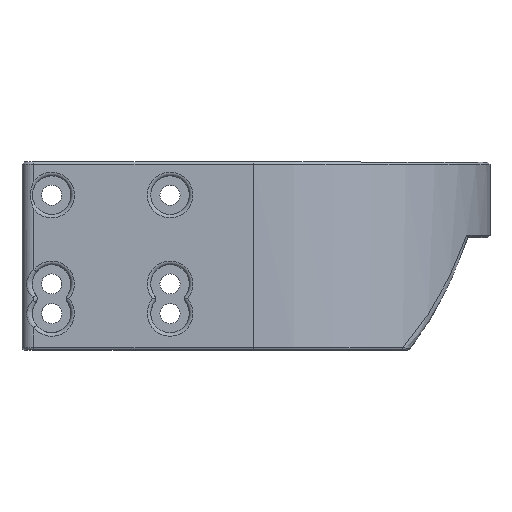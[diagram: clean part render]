
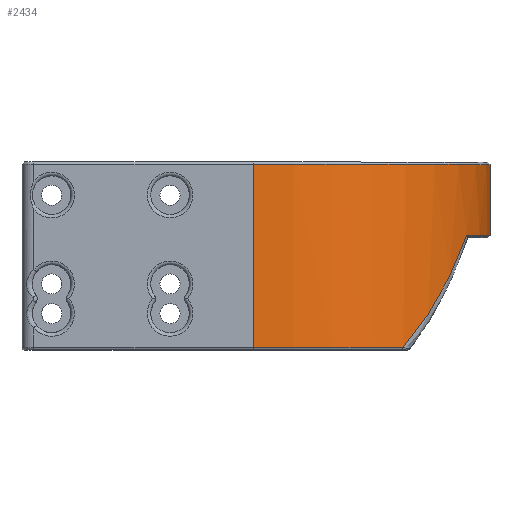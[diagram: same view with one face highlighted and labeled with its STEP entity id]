
A CAD part, top view. The second image highlights one B-rep face of the part: STEP entity #2434.
In plain terms, the highlighted cylindrical face has radius 40 mm (diameter 80 mm), a partial arc.
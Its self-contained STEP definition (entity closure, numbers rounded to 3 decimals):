
#39=ELLIPSE('',#2705,68.562,40.);
#164=CYLINDRICAL_SURFACE('',#2703,40.);
#275=FACE_OUTER_BOUND('',#438,.T.);
#438=EDGE_LOOP('',(#1953,#1954,#1955,#1956,#1957,#1958));
#621=LINE('',#4175,#766);
#622=LINE('',#4178,#767);
#766=VECTOR('',#3306,10.);
#767=VECTOR('',#3309,10.);
#824=CIRCLE('',#2534,40.);
#920=CIRCLE('',#2697,40.);
#922=CIRCLE('',#2704,40.);
#1001=VERTEX_POINT('',#3662);
#1004=VERTEX_POINT('',#3674);
#1123=VERTEX_POINT('',#4150);
#1124=VERTEX_POINT('',#4154);
#1127=VERTEX_POINT('',#4177);
#1128=VERTEX_POINT('',#4179);
#1226=EDGE_CURVE('',#1004,#1001,#824,.T.);
#1414=EDGE_CURVE('',#1124,#1123,#920,.T.);
#1422=EDGE_CURVE('',#1004,#1123,#621,.T.);
#1423=EDGE_CURVE('',#1124,#1127,#622,.T.);
#1424=EDGE_CURVE('',#1128,#1127,#922,.T.);
#1425=EDGE_CURVE('',#1001,#1128,#39,.T.);
#1953=ORIENTED_EDGE('',*,*,#1226,.F.);
#1954=ORIENTED_EDGE('',*,*,#1422,.T.);
#1955=ORIENTED_EDGE('',*,*,#1414,.F.);
#1956=ORIENTED_EDGE('',*,*,#1423,.T.);
#1957=ORIENTED_EDGE('',*,*,#1424,.F.);
#1958=ORIENTED_EDGE('',*,*,#1425,.F.);
#2434=ADVANCED_FACE('',(#275),#164,.T.);
#2534=AXIS2_PLACEMENT_3D('',#3676,#2878,#2879);
#2697=AXIS2_PLACEMENT_3D('',#4156,#3289,#3290);
#2703=AXIS2_PLACEMENT_3D('',#4176,#3307,#3308);
#2704=AXIS2_PLACEMENT_3D('',#4180,#3310,#3311);
#2705=AXIS2_PLACEMENT_3D('',#4181,#3312,#3313);
#2878=DIRECTION('center_axis',(0.,-1.,0.));
#2879=DIRECTION('ref_axis',(0.707,0.,0.707));
#3289=DIRECTION('center_axis',(0.,1.,0.));
#3290=DIRECTION('ref_axis',(0.707,0.,0.707));
#3306=DIRECTION('',(0.,1.,0.));
#3307=DIRECTION('center_axis',(0.,-1.,0.));
#3308=DIRECTION('ref_axis',(0.707,0.,0.707));
#3309=DIRECTION('',(0.,-1.,0.));
#3310=DIRECTION('center_axis',(0.,-1.,0.));
#3311=DIRECTION('ref_axis',(0.33,0.,0.944));
#3312=DIRECTION('center_axis',(0.,-0.583,
-0.812));
#3313=DIRECTION('ref_axis',(0.,-0.812,0.583));
#3662=CARTESIAN_POINT('',(60.109,45.544,34.373));
#3674=CARTESIAN_POINT('',(64.05,45.544,17.059));
#3676=CARTESIAN_POINT('Origin',(24.05,45.544,17.059));
#4150=CARTESIAN_POINT('',(64.05,57.444,17.059));
#4154=CARTESIAN_POINT('',(24.05,57.444,57.059));
#4156=CARTESIAN_POINT('Origin',(24.05,57.444,17.059));
#4175=CARTESIAN_POINT('',(64.05,57.844,17.059));
#4176=CARTESIAN_POINT('Origin',(24.05,57.844,17.059));
#4177=CARTESIAN_POINT('',(24.05,26.494,57.059));
#4178=CARTESIAN_POINT('',(24.05,57.844,57.059));
#4179=CARTESIAN_POINT('',(49.331,26.494,48.057));
#4180=CARTESIAN_POINT('Origin',(24.05,26.494,17.059));
#4181=CARTESIAN_POINT('Origin',(24.05,69.647,17.059));
